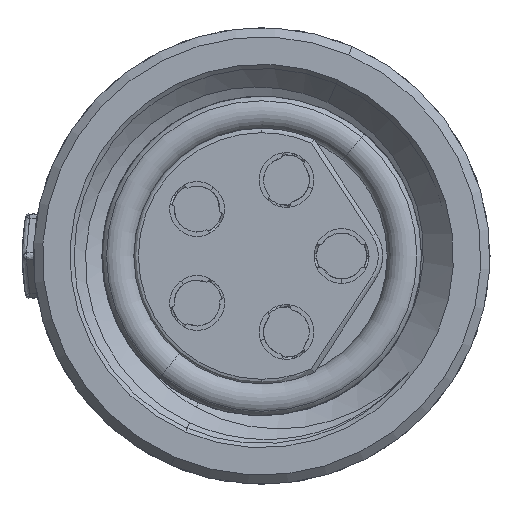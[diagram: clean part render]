
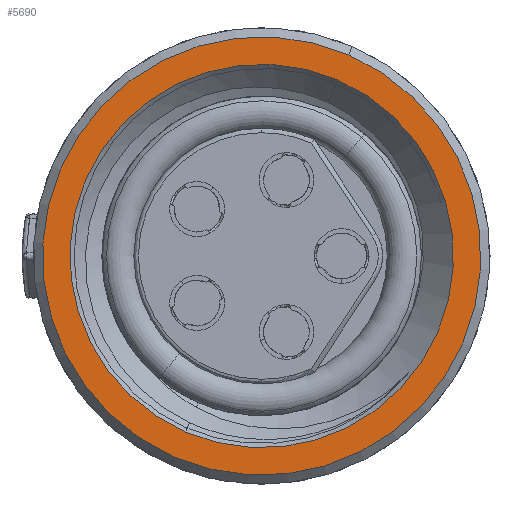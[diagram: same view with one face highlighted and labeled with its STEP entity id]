
A CAD part, left-side view. The second image highlights one B-rep face of the part: STEP entity #5690.
In plain terms, the highlighted face is planar.
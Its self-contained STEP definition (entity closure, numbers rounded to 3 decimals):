
#632 = ORIENTED_EDGE ( 'NONE', *, *, #55382, .T. ) ;
#1336 = VERTEX_POINT ( 'NONE', #43614 ) ;
#1354 = EDGE_LOOP ( 'NONE', ( #7913, #5635 ) ) ;
#1806 = AXIS2_PLACEMENT_3D ( 'NONE', #30739, #50033, #50671 ) ;
#3133 = DIRECTION ( 'NONE',  ( 0., 0., 1. ) ) ;
#3455 = CARTESIAN_POINT ( 'NONE',  ( 7., 0., 0. ) ) ;
#3586 = VERTEX_POINT ( 'NONE', #56489 ) ;
#4580 = DIRECTION ( 'NONE',  ( 0., 0., 1. ) ) ;
#5635 = ORIENTED_EDGE ( 'NONE', *, *, #31285, .T. ) ;
#5690 = ADVANCED_FACE ( 'NONE', ( #39341, #14480 ), #34434, .F. ) ;
#7913 = ORIENTED_EDGE ( 'NONE', *, *, #16501, .T. ) ;
#8489 = CIRCLE ( 'NONE', #51315, 4.2 ) ;
#8821 = VERTEX_POINT ( 'NONE', #21420 ) ;
#9314 = EDGE_LOOP ( 'NONE', ( #632, #52624 ) ) ;
#9579 = CARTESIAN_POINT ( 'NONE',  ( 7., 5., 0. ) ) ;
#14480 = FACE_BOUND ( 'NONE', #1354, .T. ) ;
#16501 = EDGE_CURVE ( 'NONE', #1336, #3586, #47197, .T. ) ;
#16724 = EDGE_CURVE ( 'NONE', #8821, #54189, #62913, .T. ) ;
#18651 = CARTESIAN_POINT ( 'NONE',  ( 7., 0., 0. ) ) ;
#19964 = DIRECTION ( 'NONE',  ( 1., 0., 0. ) ) ;
#21172 = AXIS2_PLACEMENT_3D ( 'NONE', #59162, #19964, #4580 ) ;
#21420 = CARTESIAN_POINT ( 'NONE',  ( 7., 0., -4.8 ) ) ;
#22891 = DIRECTION ( 'NONE',  ( -1., 0., 0. ) ) ;
#29813 = DIRECTION ( 'NONE',  ( 0., 0., 1. ) ) ;
#30739 = CARTESIAN_POINT ( 'NONE',  ( 7., 0., 0. ) ) ;
#30828 = CARTESIAN_POINT ( 'NONE',  ( 7., 0., 4.8 ) ) ;
#31285 = EDGE_CURVE ( 'NONE', #3586, #1336, #8489, .T. ) ;
#34434 = PLANE ( 'NONE',  #40521 ) ;
#39341 = FACE_OUTER_BOUND ( 'NONE', #9314, .T. ) ;
#40521 = AXIS2_PLACEMENT_3D ( 'NONE', #9579, #50705, #29813 ) ;
#42504 = DIRECTION ( 'NONE',  ( 0., 0., 1. ) ) ;
#43614 = CARTESIAN_POINT ( 'NONE',  ( 7., 0., -4.2 ) ) ;
#47197 = CIRCLE ( 'NONE', #55736, 4.2 ) ;
#50033 = DIRECTION ( 'NONE',  ( 1., 0., 0. ) ) ;
#50671 = DIRECTION ( 'NONE',  ( 0., 0., 1. ) ) ;
#50705 = DIRECTION ( 'NONE',  ( -1., 0., 0. ) ) ;
#51315 = AXIS2_PLACEMENT_3D ( 'NONE', #3455, #53483, #3133 ) ;
#52624 = ORIENTED_EDGE ( 'NONE', *, *, #16724, .T. ) ;
#53483 = DIRECTION ( 'NONE',  ( -1., 0., 0. ) ) ;
#54189 = VERTEX_POINT ( 'NONE', #30828 ) ;
#55382 = EDGE_CURVE ( 'NONE', #54189, #8821, #58172, .T. ) ;
#55736 = AXIS2_PLACEMENT_3D ( 'NONE', #18651, #22891, #42504 ) ;
#56489 = CARTESIAN_POINT ( 'NONE',  ( 7., 0., 4.2 ) ) ;
#58172 = CIRCLE ( 'NONE', #1806, 4.8 ) ;
#59162 = CARTESIAN_POINT ( 'NONE',  ( 7., 0., 0. ) ) ;
#62913 = CIRCLE ( 'NONE', #21172, 4.8 ) ;
